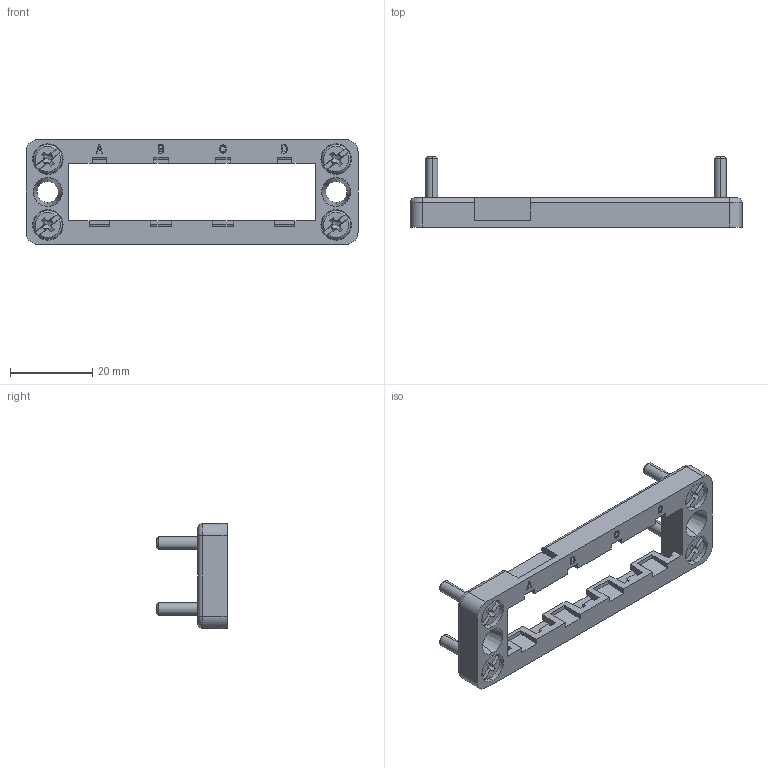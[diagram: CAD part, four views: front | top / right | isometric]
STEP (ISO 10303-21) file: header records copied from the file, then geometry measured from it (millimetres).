
FILE_DESCRIPTION(('Creo Elements/Direct Modeling STEP Export'),'2;1');
FILE_NAME('model.stp','2020-03-31T15:12:44',(''),(''),'Creo Elements/Direct Modeling STEP processor for AP214 (Solid Model)','Creo Elements/Direct Modeling 20.1A 29-Sep-2018 (C) Parametric Technology GmbH','');
FILE_SCHEMA(('AUTOMOTIVE_DESIGN { 1 0 10303 214 1 1 1 1 }'));
Length unit declared in the file: millimetre
Products named in the file (2): VC-AR3_4M; VC-AR3_4M.
Assembly tree (1 placements, depth 2):
  VC-AR3_4M.
    VC-AR3_4M
Bounding box: 80.6 x 17.18 x 25.5 mm (x, y, z)
Volume: 6463.9 mm3; surface area: 6828.1 mm2
Topology: 1 solids, 1 shells, 439 faces, 1247 edges, 822 vertices
Faces by surface type: plane 338, cylinder 49, cone 48, torus 4
Entity records: 18978 total; most frequent: CARTESIAN_POINT 4393, ORIENTED_EDGE 2478, DIRECTION 2044, EDGE_CURVE 1239, VECTOR 930, LINE 930, VERTEX_POINT 822, AXIS2_PLACEMENT_3D 557
